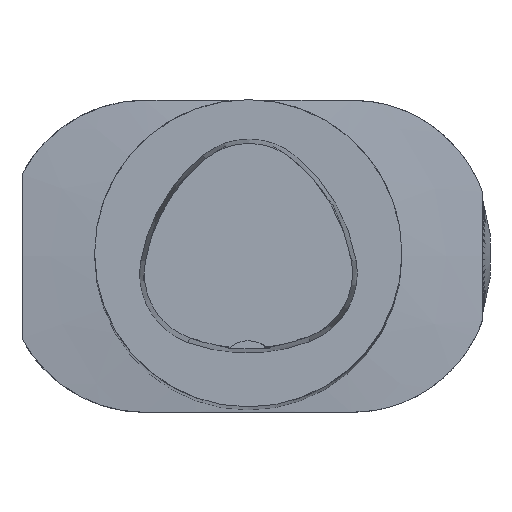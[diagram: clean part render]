
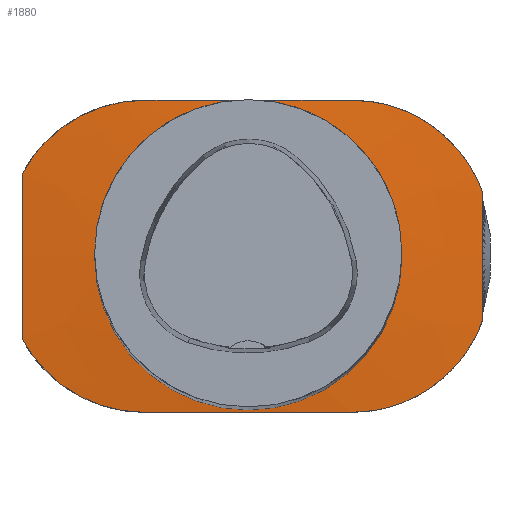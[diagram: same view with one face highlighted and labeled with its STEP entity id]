
A CAD part, top view. The second image highlights one B-rep face of the part: STEP entity #1880.
In plain terms, the highlighted conical face has half-angle 85 degrees and reference radius 49.991 mm.
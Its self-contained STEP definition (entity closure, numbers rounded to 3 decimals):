
#76=CONICAL_SURFACE('',#6201,49.991,85.);
#248=B_SPLINE_CURVE_WITH_KNOTS('',3,(#9794,#9795,#9796,#9797,#9798,#9799,
#9800,#9801,#9802,#9803),.UNSPECIFIED.,.F.,.F.,(4,2,2,2,4),(0.,0.25,0.5,
0.75,1.),.UNSPECIFIED.);
#250=B_SPLINE_CURVE_WITH_KNOTS('',3,(#9818,#9819,#9820,#9821),
 .UNSPECIFIED.,.F.,.F.,(4,4),(0.,1.),.UNSPECIFIED.);
#252=B_SPLINE_CURVE_WITH_KNOTS('',3,(#9832,#9833,#9834,#9835,#9836,#9837,
#9838,#9839,#9840,#9841),.UNSPECIFIED.,.F.,.F.,(4,2,2,2,4),(0.,0.25,0.5,
0.75,1.),.UNSPECIFIED.);
#253=B_SPLINE_CURVE_WITH_KNOTS('',3,(#9847,#9848,#9849,#9850,#9851,#9852),
 .UNSPECIFIED.,.F.,.F.,(4,2,4),(0.,0.5,1.),.UNSPECIFIED.);
#259=B_SPLINE_CURVE_WITH_KNOTS('',3,(#9941,#9942,#9943,#9944,#9945,#9946),
 .UNSPECIFIED.,.F.,.F.,(4,2,4),(0.,0.5,1.),.UNSPECIFIED.);
#260=B_SPLINE_CURVE_WITH_KNOTS('',3,(#9948,#9949,#9950,#9951,#9952,#9953,
#9954,#9955),.UNSPECIFIED.,.F.,.F.,(4,2,2,4),(0.,0.25,0.5,1.),
 .UNSPECIFIED.);
#261=B_SPLINE_CURVE_WITH_KNOTS('',3,(#9957,#9958,#9959,#9960),
 .UNSPECIFIED.,.F.,.F.,(4,4),(0.,1.),.UNSPECIFIED.);
#262=B_SPLINE_CURVE_WITH_KNOTS('',3,(#9962,#9963,#9964,#9965,#9966,#9967,
#9968,#9969),.UNSPECIFIED.,.F.,.F.,(4,2,2,4),(0.,0.25,0.5,1.),
 .UNSPECIFIED.);
#1880=ADVANCED_FACE('',(#2254,#2255),#76,.T.);
#2254=FACE_BOUND('',#2527,.T.);
#2255=FACE_BOUND('',#2528,.T.);
#2527=EDGE_LOOP('',(#3805));
#2528=EDGE_LOOP('',(#3806,#3807,#3808,#3809,#3810,#3811,#3812,#3813));
#3805=ORIENTED_EDGE('',*,*,#4949,.F.);
#3806=ORIENTED_EDGE('',*,*,#5675,.T.);
#3807=ORIENTED_EDGE('',*,*,#5676,.T.);
#3808=ORIENTED_EDGE('',*,*,#5677,.F.);
#3809=ORIENTED_EDGE('',*,*,#5654,.T.);
#3810=ORIENTED_EDGE('',*,*,#5651,.T.);
#3811=ORIENTED_EDGE('',*,*,#5647,.T.);
#3812=ORIENTED_EDGE('',*,*,#5641,.F.);
#3813=ORIENTED_EDGE('',*,*,#5674,.F.);
#4361=VERTEX_POINT('',#7937);
#4822=VERTEX_POINT('',#9793);
#4823=VERTEX_POINT('',#9804);
#4825=VERTEX_POINT('',#9816);
#4826=VERTEX_POINT('',#9824);
#4830=VERTEX_POINT('',#9845);
#4840=VERTEX_POINT('',#9940);
#4841=VERTEX_POINT('',#9956);
#4842=VERTEX_POINT('',#9961);
#4949=EDGE_CURVE('',#4361,#4361,#5725,.T.);
#5641=EDGE_CURVE('',#4822,#4823,#248,.T.);
#5647=EDGE_CURVE('',#4825,#4823,#250,.T.);
#5651=EDGE_CURVE('',#4826,#4825,#252,.T.);
#5654=EDGE_CURVE('',#4830,#4826,#253,.T.);
#5674=EDGE_CURVE('',#4840,#4822,#259,.T.);
#5675=EDGE_CURVE('',#4840,#4841,#260,.T.);
#5676=EDGE_CURVE('',#4841,#4842,#261,.T.);
#5677=EDGE_CURVE('',#4830,#4842,#262,.T.);
#5725=CIRCLE('',#5899,31.5);
#5899=AXIS2_PLACEMENT_3D('',#7936,#6441,#6442);
#6201=AXIS2_PLACEMENT_3D('',#9970,#7513,#7514);
#6441=DIRECTION('',(0.,0.,1.));
#6442=DIRECTION('',(1.,0.,0.));
#7513=DIRECTION('',(0.,0.,-1.));
#7514=DIRECTION('',(-1.,0.,0.));
#7936=CARTESIAN_POINT('',(0.,0.,-359.382));
#7937=CARTESIAN_POINT('',(31.5,0.,-359.382));
#9793=CARTESIAN_POINT('',(-21.204,-32.,-359.985));
#9794=CARTESIAN_POINT('',(-21.204,-32.,-359.985));
#9795=CARTESIAN_POINT('',(-23.799,-32.,-360.11));
#9796=CARTESIAN_POINT('',(-26.334,-31.652,-360.223));
#9797=CARTESIAN_POINT('',(-31.288,-30.28,-360.43));
#9798=CARTESIAN_POINT('',(-33.687,-29.248,-360.524));
#9799=CARTESIAN_POINT('',(-38.077,-26.611,-360.685));
#9800=CARTESIAN_POINT('',(-40.125,-24.967,-360.755));
#9801=CARTESIAN_POINT('',(-43.651,-21.248,-360.868));
#9802=CARTESIAN_POINT('',(-45.168,-19.144,-360.912));
#9803=CARTESIAN_POINT('',(-46.385,-16.849,-360.944));
#9804=CARTESIAN_POINT('',(-46.385,-16.849,-360.944));
#9816=CARTESIAN_POINT('',(-46.385,16.849,-360.944));
#9818=CARTESIAN_POINT('',(-46.385,16.849,-360.944));
#9819=CARTESIAN_POINT('',(-46.385,5.622,-360.609));
#9820=CARTESIAN_POINT('',(-46.385,-5.615,-360.608));
#9821=CARTESIAN_POINT('',(-46.385,-16.849,-360.944));
#9824=CARTESIAN_POINT('',(-21.204,32.,-359.985));
#9832=CARTESIAN_POINT('',(-21.204,32.,-359.985));
#9833=CARTESIAN_POINT('',(-23.799,32.,-360.11));
#9834=CARTESIAN_POINT('',(-26.334,31.652,-360.223));
#9835=CARTESIAN_POINT('',(-31.288,30.28,-360.43));
#9836=CARTESIAN_POINT('',(-33.687,29.248,-360.524));
#9837=CARTESIAN_POINT('',(-38.077,26.611,-360.685));
#9838=CARTESIAN_POINT('',(-40.125,24.967,-360.755));
#9839=CARTESIAN_POINT('',(-43.651,21.248,-360.868));
#9840=CARTESIAN_POINT('',(-45.168,19.144,-360.912));
#9841=CARTESIAN_POINT('',(-46.385,16.849,-360.944));
#9845=CARTESIAN_POINT('',(21.204,32.,-359.985));
#9847=CARTESIAN_POINT('',(21.204,32.,-359.985));
#9848=CARTESIAN_POINT('',(14.139,32.,-359.643));
#9849=CARTESIAN_POINT('',(7.067,32.,-359.426));
#9850=CARTESIAN_POINT('',(-7.07,32.,-359.426));
#9851=CARTESIAN_POINT('',(-14.139,32.,-359.643));
#9852=CARTESIAN_POINT('',(-21.204,32.,-359.985));
#9940=CARTESIAN_POINT('',(21.204,-32.,-359.985));
#9941=CARTESIAN_POINT('',(21.204,-32.,-359.985));
#9942=CARTESIAN_POINT('',(14.139,-32.,-359.643));
#9943=CARTESIAN_POINT('',(7.067,-32.,-359.426));
#9944=CARTESIAN_POINT('',(-7.07,-32.,-359.426));
#9945=CARTESIAN_POINT('',(-14.139,-32.,-359.643));
#9946=CARTESIAN_POINT('',(-21.204,-32.,-359.985));
#9948=CARTESIAN_POINT('',(21.204,-32.,-359.985));
#9949=CARTESIAN_POINT('',(24.136,-32.,-360.127));
#9950=CARTESIAN_POINT('',(26.992,-31.558,-360.252));
#9951=CARTESIAN_POINT('',(32.553,-29.805,-360.481));
#9952=CARTESIAN_POINT('',(35.177,-28.509,-360.58));
#9953=CARTESIAN_POINT('',(42.318,-23.506,-360.834));
#9954=CARTESIAN_POINT('',(46.028,-18.652,-360.942));
#9955=CARTESIAN_POINT('',(48.,-13.208,-360.982));
#9956=CARTESIAN_POINT('',(48.,-13.208,-360.982));
#9957=CARTESIAN_POINT('',(48.,-13.208,-360.982));
#9958=CARTESIAN_POINT('',(48.,-4.402,-360.777));
#9959=CARTESIAN_POINT('',(48.,4.407,-360.778));
#9960=CARTESIAN_POINT('',(48.,13.208,-360.982));
#9961=CARTESIAN_POINT('',(48.,13.208,-360.982));
#9962=CARTESIAN_POINT('',(21.204,32.,-359.985));
#9963=CARTESIAN_POINT('',(24.136,32.,-360.127));
#9964=CARTESIAN_POINT('',(26.992,31.558,-360.252));
#9965=CARTESIAN_POINT('',(32.553,29.805,-360.481));
#9966=CARTESIAN_POINT('',(35.177,28.509,-360.58));
#9967=CARTESIAN_POINT('',(42.318,23.506,-360.834));
#9968=CARTESIAN_POINT('',(46.028,18.652,-360.942));
#9969=CARTESIAN_POINT('',(48.,13.208,-360.982));
#9970=CARTESIAN_POINT('',(0.,0.,-361.));
